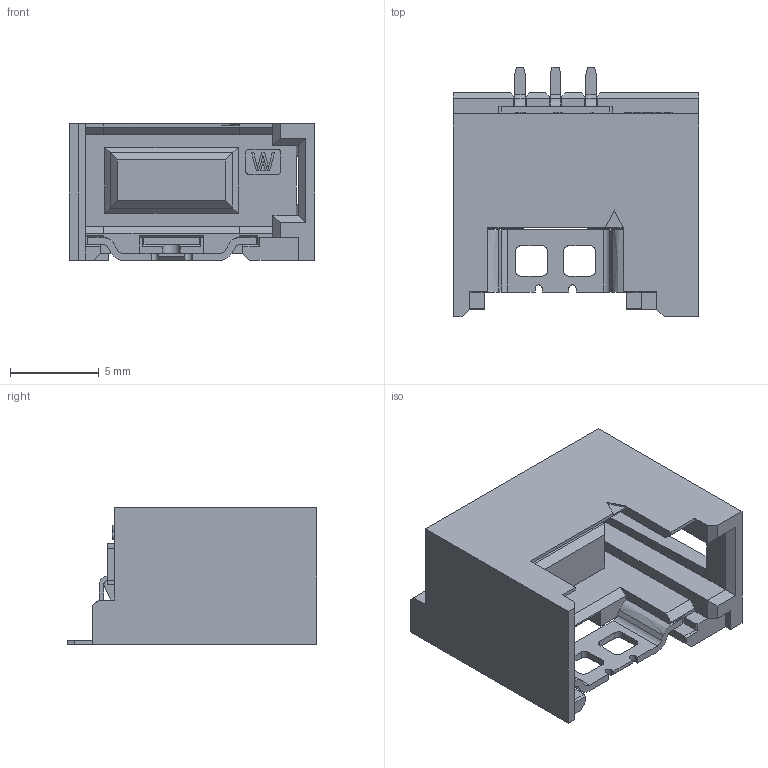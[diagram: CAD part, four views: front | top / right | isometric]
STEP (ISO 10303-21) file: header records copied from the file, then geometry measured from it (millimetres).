
FILE_DESCRIPTION( ('This file contains a STEP AP42 implementation' ,'as created by ZW3D STEP Interface translator.') ,'2;1' );
FILE_NAME( '5372-1Z03XXBX03.stp' ,'2312 4.11 728', (''), ('ZWCAD Software Co.'), 'Version 1.0', 'ZW3D to STEP translator', '' );
FILE_SCHEMA(('AUTOMOTIVE_DESIGN { 1 0 10303 214 1 1 1 1 }'));
Length unit declared in the file: millimetre
Products named in the file (2): 0; C_5372-1Z03XXBX0X.stp111
Bounding box: 13.8 x 14.05 x 7.7 mm (x, y, z)
Volume: 539.4 mm3; surface area: 1156.5 mm2
Topology: 1 solids, 1 shells, 478 faces, 1343 edges, 880 vertices
Faces by surface type: plane 403, bspline 60, cylinder 15
Entity records: 16176 total; most frequent: CARTESIAN_POINT 3600, ORIENTED_EDGE 2686, DIRECTION 2186, EDGE_CURVE 1343, VECTOR 1190, LINE 1190, VERTEX_POINT 880, EDGE_LOOP 499
